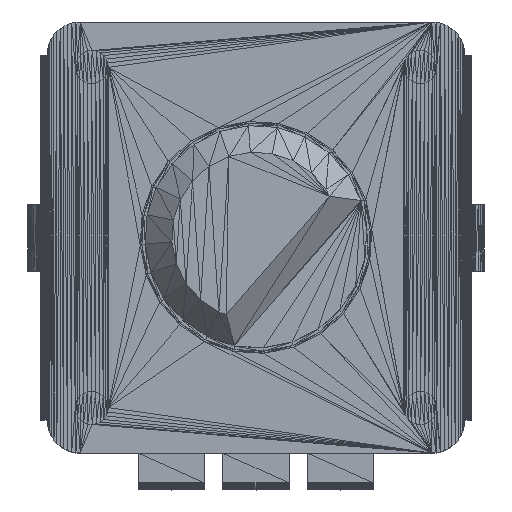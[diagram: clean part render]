
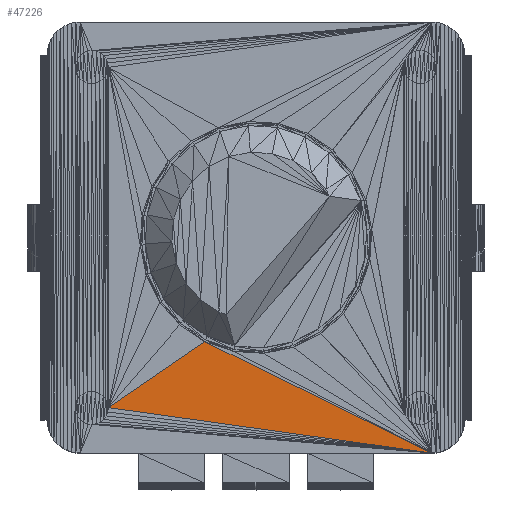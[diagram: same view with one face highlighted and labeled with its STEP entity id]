
A CAD part, top view. The second image highlights one B-rep face of the part: STEP entity #47226.
In plain terms, the highlighted planar face has unit normal (0, 0, 1).
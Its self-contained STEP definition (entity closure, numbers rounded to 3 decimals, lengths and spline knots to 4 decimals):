
#2583=FACE_OUTER_BOUND('',#5694,.T.);
#5694=EDGE_LOOP('',(#38258,#38259,#38260));
#11064=LINE('',#75160,#18126);
#11066=LINE('',#75164,#18128);
#11067=LINE('',#75165,#18129);
#18126=VECTOR('',#60854,0.01);
#18128=VECTOR('',#60858,0.01);
#18129=VECTOR('',#60859,0.01);
#23943=VERTEX_POINT('',#75135);
#23949=VERTEX_POINT('',#75159);
#23950=VERTEX_POINT('',#75163);
#29954=EDGE_CURVE('',#23943,#23949,#11064,.T.);
#29956=EDGE_CURVE('',#23943,#23950,#11066,.T.);
#29957=EDGE_CURVE('',#23949,#23950,#11067,.T.);
#38258=ORIENTED_EDGE('',*,*,#29954,.F.);
#38259=ORIENTED_EDGE('',*,*,#29956,.T.);
#38260=ORIENTED_EDGE('',*,*,#29957,.F.);
#44115=PLANE('',#51994);
#47226=ADVANCED_FACE('',(#2583),#44115,.T.);
#51994=AXIS2_PLACEMENT_3D('',#75162,#60856,#60857);
#60854=DIRECTION('',(-0.99,0.139,0.));
#60856=DIRECTION('center_axis',(0.,0.,1.));
#60857=DIRECTION('ref_axis',(1.,0.,0.));
#60858=DIRECTION('',(-0.898,0.441,0.));
#60859=DIRECTION('',(0.826,0.564,0.));
#75135=CARTESIAN_POINT('',(1.06,-1.74,9.4));
#75159=CARTESIAN_POINT('',(-0.8906,-1.4661,9.4));
#75160=CARTESIAN_POINT('',(1.06,-1.74,9.4));
#75162=CARTESIAN_POINT('Origin',(-0.3082,-1.0685,9.4));
#75163=CARTESIAN_POINT('',(-0.3082,-1.0685,9.4));
#75164=CARTESIAN_POINT('',(1.06,-1.74,9.4));
#75165=CARTESIAN_POINT('',(-0.8906,-1.4661,9.4));
